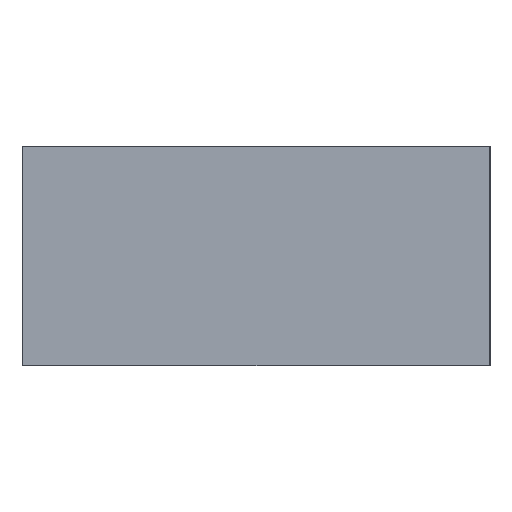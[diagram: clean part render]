
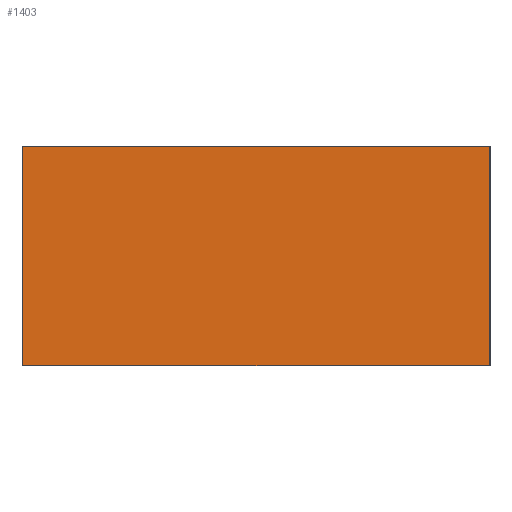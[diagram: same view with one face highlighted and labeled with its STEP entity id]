
A CAD part, left-side view. The second image highlights one B-rep face of the part: STEP entity #1403.
In plain terms, the highlighted planar face has unit normal (-1, 0, 0).
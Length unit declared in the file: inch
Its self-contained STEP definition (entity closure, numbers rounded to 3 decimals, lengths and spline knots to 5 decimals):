
#1 = CARTESIAN_POINT ( 'NONE',  ( -0.03937, 0.02382, -0.01477 ) ) ;
#13 = CARTESIAN_POINT ( 'NONE',  ( -0.03937, 0.02382, -0.01477 ) ) ;
#16 = VERTEX_POINT ( 'NONE', #338 ) ;
#20 = CARTESIAN_POINT ( 'NONE',  ( -0.03937, 0.02638, -0.01476 ) ) ;
#23 = CARTESIAN_POINT ( 'NONE',  ( -0.03937, 0.02014, -0.01478 ) ) ;
#83 = CARTESIAN_POINT ( 'NONE',  ( -0.03937, 0.02894, -0.01476 ) ) ;
#106 = DIRECTION ( 'NONE',  ( 0., -1., 0. ) ) ;
#131 = EDGE_CURVE ( 'NONE', #231, #170, #779, .T. ) ;
#135 = CARTESIAN_POINT ( 'NONE',  ( -0.03937, 0.0315, -0.01476 ) ) ;
#139 = CARTESIAN_POINT ( 'NONE',  ( -0.03937, 0.01647, -0.01478 ) ) ;
#144 = ORIENTED_EDGE ( 'NONE', *, *, #1338, .F. ) ;
#170 = VERTEX_POINT ( 'NONE', #1381 ) ;
#228 = CARTESIAN_POINT ( 'NONE',  ( -0.03937, 0.0128, -0.01477 ) ) ;
#231 = VERTEX_POINT ( 'NONE', #1089 ) ;
#236 = CARTESIAN_POINT ( 'NONE',  ( -0.03937, 0.0128, -0.01477 ) ) ;
#251 = LINE ( 'NONE', #928, #777 ) ;
#258 = B_SPLINE_CURVE_WITH_KNOTS ( 'NONE', 3,
 ( #1637, #1025, #1101, #236 ),
 .UNSPECIFIED., .F., .F.,
 ( 4, 4 ),
 ( 0., 1. ),
 .UNSPECIFIED. ) ;
#303 = VECTOR ( 'NONE', #530, 39.37008 ) ;
#312 = CARTESIAN_POINT ( 'NONE',  ( -0.03937, 0.0128, -0.01477 ) ) ;
#338 = CARTESIAN_POINT ( 'NONE',  ( -0.03937, -0.0315, 0.01476 ) ) ;
#377 = EDGE_CURVE ( 'NONE', #532, #16, #1181, .T. ) ;
#403 = AXIS2_PLACEMENT_3D ( 'NONE', #1518, #1377, #1367 ) ;
#426 = VERTEX_POINT ( 'NONE', #1695 ) ;
#436 = ORIENTED_EDGE ( 'NONE', *, *, #1283, .T. ) ;
#525 = VERTEX_POINT ( 'NONE', #1282 ) ;
#530 = DIRECTION ( 'NONE',  ( 0., 0., 1. ) ) ;
#532 = VERTEX_POINT ( 'NONE', #1420 ) ;
#549 = FACE_OUTER_BOUND ( 'NONE', #1796, .T. ) ;
#555 = CARTESIAN_POINT ( 'NONE',  ( -0.03937, -0.02382, -0.01477 ) ) ;
#577 = CARTESIAN_POINT ( 'NONE',  ( -0.03937, -0.02638, -0.01476 ) ) ;
#608 = CARTESIAN_POINT ( 'NONE',  ( -0.03937, -0.0315, -0.01476 ) ) ;
#667 = CARTESIAN_POINT ( 'NONE',  ( -0.03937, -0.0315, 0.01476 ) ) ;
#698 = ORIENTED_EDGE ( 'NONE', *, *, #377, .F. ) ;
#728 = CARTESIAN_POINT ( 'NONE',  ( -0.03937, -0.02894, -0.01476 ) ) ;
#735 = CARTESIAN_POINT ( 'NONE',  ( -0.03937, -0.02382, -0.01477 ) ) ;
#760 = ORIENTED_EDGE ( 'NONE', *, *, #1627, .T. ) ;
#777 = VECTOR ( 'NONE', #1011, 39.37008 ) ;
#779 = B_SPLINE_CURVE_WITH_KNOTS ( 'NONE', 3,
 ( #608, #728, #577, #735 ),
 .UNSPECIFIED., .F., .F.,
 ( 4, 4 ),
 ( 0., 1. ),
 .UNSPECIFIED. ) ;
#804 = VECTOR ( 'NONE', #106, 39.37008 ) ;
#870 = EDGE_CURVE ( 'NONE', #170, #426, #1248, .T. ) ;
#928 = CARTESIAN_POINT ( 'NONE',  ( -0.03937, 0.0315, 0.01476 ) ) ;
#976 = CARTESIAN_POINT ( 'NONE',  ( -0.03937, 0., 0.01476 ) ) ;
#985 = ORIENTED_EDGE ( 'NONE', *, *, #1651, .F. ) ;
#1011 = DIRECTION ( 'NONE',  ( 0., 0., -1. ) ) ;
#1025 = CARTESIAN_POINT ( 'NONE',  ( -0.03937, -0.00427, -0.01476 ) ) ;
#1089 = CARTESIAN_POINT ( 'NONE',  ( -0.03937, -0.0315, -0.01476 ) ) ;
#1093 = LINE ( 'NONE', #667, #303 ) ;
#1101 = CARTESIAN_POINT ( 'NONE',  ( -0.03937, 0.00427, -0.01476 ) ) ;
#1124 = CARTESIAN_POINT ( 'NONE',  ( -0.03937, -0.02014, -0.01478 ) ) ;
#1181 = LINE ( 'NONE', #976, #804 ) ;
#1188 = EDGE_CURVE ( 'NONE', #1863, #525, #1760, .T. ) ;
#1248 = B_SPLINE_CURVE_WITH_KNOTS ( 'NONE', 3,
 ( #555, #1124, #1687, #1542 ),
 .UNSPECIFIED., .F., .F.,
 ( 4, 4 ),
 ( 0., 1. ),
 .UNSPECIFIED. ) ;
#1269 = ORIENTED_EDGE ( 'NONE', *, *, #870, .F. ) ;
#1282 = CARTESIAN_POINT ( 'NONE',  ( -0.03937, 0.02382, -0.01477 ) ) ;
#1283 = EDGE_CURVE ( 'NONE', #231, #16, #1093, .T. ) ;
#1338 = EDGE_CURVE ( 'NONE', #525, #1561, #1469, .T. ) ;
#1367 = DIRECTION ( 'NONE',  ( 0., 0., -1. ) ) ;
#1377 = DIRECTION ( 'NONE',  ( 1., 0., 0. ) ) ;
#1381 = CARTESIAN_POINT ( 'NONE',  ( -0.03937, -0.02382, -0.01477 ) ) ;
#1403 = ADVANCED_FACE ( 'NONE', ( #549 ), #1806, .F. ) ;
#1420 = CARTESIAN_POINT ( 'NONE',  ( -0.03937, 0.0315, 0.01476 ) ) ;
#1469 = B_SPLINE_CURVE_WITH_KNOTS ( 'NONE', 3,
 ( #1, #20, #83, #1809 ),
 .UNSPECIFIED., .F., .F.,
 ( 4, 4 ),
 ( 0., 1. ),
 .UNSPECIFIED. ) ;
#1518 = CARTESIAN_POINT ( 'NONE',  ( -0.03937, 0.0315, 0.01476 ) ) ;
#1542 = CARTESIAN_POINT ( 'NONE',  ( -0.03937, -0.0128, -0.01477 ) ) ;
#1561 = VERTEX_POINT ( 'NONE', #135 ) ;
#1616 = ORIENTED_EDGE ( 'NONE', *, *, #1188, .F. ) ;
#1627 = EDGE_CURVE ( 'NONE', #532, #1561, #251, .T. ) ;
#1637 = CARTESIAN_POINT ( 'NONE',  ( -0.03937, -0.0128, -0.01477 ) ) ;
#1651 = EDGE_CURVE ( 'NONE', #426, #1863, #258, .T. ) ;
#1687 = CARTESIAN_POINT ( 'NONE',  ( -0.03937, -0.01647, -0.01478 ) ) ;
#1695 = CARTESIAN_POINT ( 'NONE',  ( -0.03937, -0.0128, -0.01477 ) ) ;
#1760 = B_SPLINE_CURVE_WITH_KNOTS ( 'NONE', 3,
 ( #312, #139, #23, #13 ),
 .UNSPECIFIED., .F., .F.,
 ( 4, 4 ),
 ( 0., 1. ),
 .UNSPECIFIED. ) ;
#1776 = ORIENTED_EDGE ( 'NONE', *, *, #131, .F. ) ;
#1796 = EDGE_LOOP ( 'NONE', ( #1269, #1776, #436, #698, #760, #144, #1616, #985 ) ) ;
#1806 = PLANE ( 'NONE',  #403 ) ;
#1809 = CARTESIAN_POINT ( 'NONE',  ( -0.03937, 0.0315, -0.01476 ) ) ;
#1863 = VERTEX_POINT ( 'NONE', #228 ) ;
